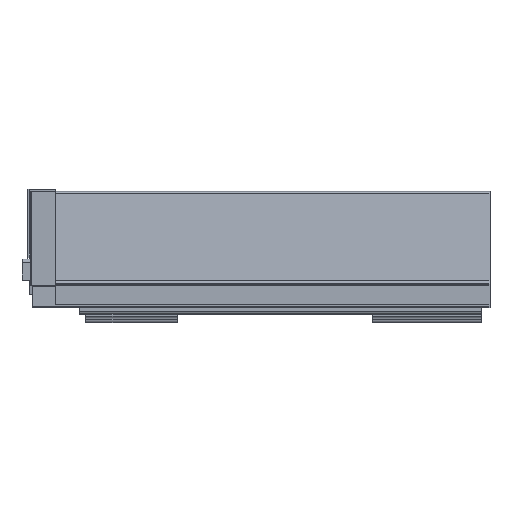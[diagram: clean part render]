
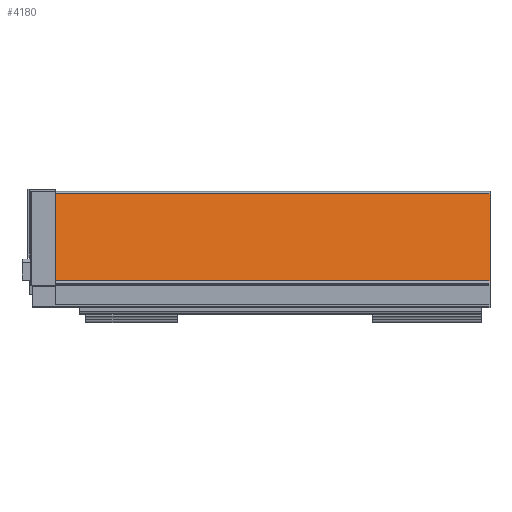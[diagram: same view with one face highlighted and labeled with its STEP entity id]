
A CAD part, top view. The second image highlights one B-rep face of the part: STEP entity #4180.
In plain terms, the highlighted planar face has unit normal (0, 0.139, 0.99).
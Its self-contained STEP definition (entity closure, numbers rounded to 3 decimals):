
#701 = CARTESIAN_POINT ( 'NONE',  ( -323.5, 10.222, 34.135 ) ) ;
#719 = VECTOR ( 'NONE', #7954, 1000. ) ;
#1479 = LINE ( 'NONE', #4891, #8449 ) ;
#1598 = CARTESIAN_POINT ( 'NONE',  ( 0., 75.024, 25.028 ) ) ;
#1659 = VERTEX_POINT ( 'NONE', #7401 ) ;
#1814 = PLANE ( 'NONE',  #5148 ) ;
#1914 = ORIENTED_EDGE ( 'NONE', *, *, #7902, .F. ) ;
#2004 = ORIENTED_EDGE ( 'NONE', *, *, #8350, .F. ) ;
#2559 = VERTEX_POINT ( 'NONE', #3658 ) ;
#2630 = LINE ( 'NONE', #7400, #3726 ) ;
#2780 = FACE_OUTER_BOUND ( 'NONE', #3060, .T. ) ;
#3060 = EDGE_LOOP ( 'NONE', ( #8263, #6883, #1914, #2004 ) ) ;
#3352 = DIRECTION ( 'NONE',  ( 1., 0., 0. ) ) ;
#3658 = CARTESIAN_POINT ( 'NONE',  ( 0., 10.222, 34.135 ) ) ;
#3726 = VECTOR ( 'NONE', #3352, 1000. ) ;
#4180 = ADVANCED_FACE ( 'NONE', ( #2780 ), #1814, .T. ) ;
#4197 = EDGE_CURVE ( 'NONE', #4491, #7525, #7498, .T. ) ;
#4491 = VERTEX_POINT ( 'NONE', #701 ) ;
#4687 = DIRECTION ( 'NONE',  ( 1., 0., 0. ) ) ;
#4891 = CARTESIAN_POINT ( 'NONE',  ( -343., 75.024, 25.028 ) ) ;
#5087 = DIRECTION ( 'NONE',  ( 0., 0.139, 0.99 ) ) ;
#5148 = AXIS2_PLACEMENT_3D ( 'NONE', #9051, #5087, #8379 ) ;
#6603 = DIRECTION ( 'NONE',  ( 0., 0.99, -0.139 ) ) ;
#6631 = EDGE_CURVE ( 'NONE', #4491, #2559, #2630, .T. ) ;
#6825 = CARTESIAN_POINT ( 'NONE',  ( -323.5, 75.024, 25.028 ) ) ;
#6883 = ORIENTED_EDGE ( 'NONE', *, *, #6631, .T. ) ;
#7125 = LINE ( 'NONE', #1598, #719 ) ;
#7400 = CARTESIAN_POINT ( 'NONE',  ( 0., 10.222, 34.135 ) ) ;
#7401 = CARTESIAN_POINT ( 'NONE',  ( 0., 75.024, 25.028 ) ) ;
#7498 = LINE ( 'NONE', #6825, #8801 ) ;
#7525 = VERTEX_POINT ( 'NONE', #9562 ) ;
#7902 = EDGE_CURVE ( 'NONE', #1659, #2559, #7125, .T. ) ;
#7954 = DIRECTION ( 'NONE',  ( 0., -0.99, 0.139 ) ) ;
#8263 = ORIENTED_EDGE ( 'NONE', *, *, #4197, .F. ) ;
#8350 = EDGE_CURVE ( 'NONE', #7525, #1659, #1479, .T. ) ;
#8379 = DIRECTION ( 'NONE',  ( 0., -0.99, 0.139 ) ) ;
#8449 = VECTOR ( 'NONE', #4687, 1000. ) ;
#8801 = VECTOR ( 'NONE', #6603, 1000. ) ;
#9051 = CARTESIAN_POINT ( 'NONE',  ( -343., 75.024, 25.028 ) ) ;
#9562 = CARTESIAN_POINT ( 'NONE',  ( -323.5, 75.024, 25.028 ) ) ;
